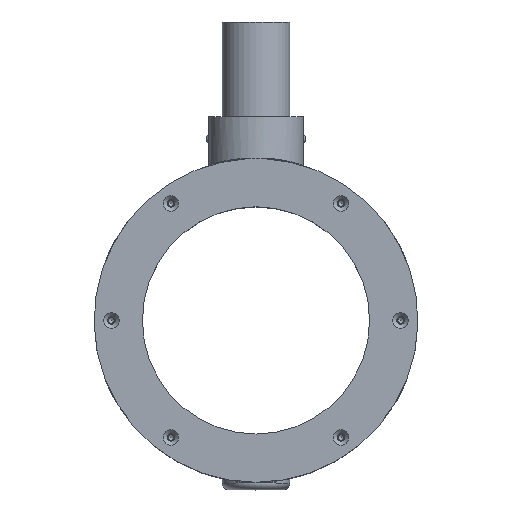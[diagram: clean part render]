
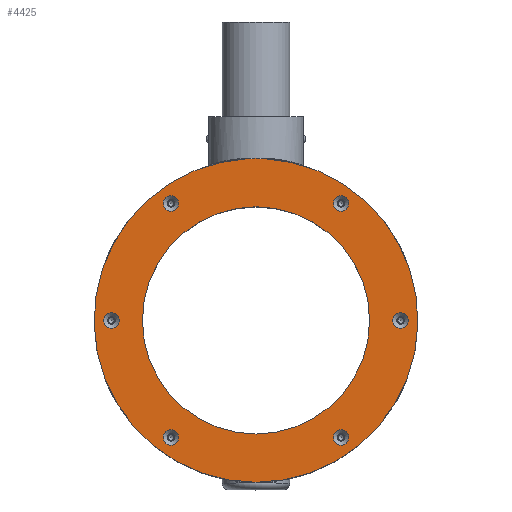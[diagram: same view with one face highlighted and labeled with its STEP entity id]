
A CAD part, top view. The second image highlights one B-rep face of the part: STEP entity #4425.
In plain terms, the highlighted planar face has unit normal (0, 0, 1).
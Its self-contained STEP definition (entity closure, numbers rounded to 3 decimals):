
#634 = ORIENTED_EDGE ( 'NONE', *, *, #12301, .F. ) ;
#692 = CARTESIAN_POINT ( 'NONE',  ( 88.991, 248.991, 165.24 ) ) ;
#700 = FACE_OUTER_BOUND ( 'NONE', #28493, .T. ) ;
#859 = FACE_BOUND ( 'NONE', #12096, .T. ) ;
#1024 = DIRECTION ( 'NONE',  ( -1., 0., 0. ) ) ;
#1041 = ORIENTED_EDGE ( 'NONE', *, *, #2147, .F. ) ;
#1953 = CIRCLE ( 'NONE', #29423, 5.735 ) ;
#2147 = EDGE_CURVE ( 'NONE', #5224, #5224, #19501, .T. ) ;
#2304 = DIRECTION ( 'NONE',  ( 0., 0., 1. ) ) ;
#2434 = EDGE_LOOP ( 'NONE', ( #9909 ) ) ;
#2723 = EDGE_CURVE ( 'NONE', #28350, #28350, #8722, .T. ) ;
#2889 = CIRCLE ( 'NONE', #21144, 119.7 ) ;
#2900 = DIRECTION ( 'NONE',  ( 0., 0., -1. ) ) ;
#3014 = DIRECTION ( 'NONE',  ( 0., 0., -1. ) ) ;
#3066 = EDGE_CURVE ( 'NONE', #18379, #18379, #20654, .T. ) ;
#3620 = DIRECTION ( 'NONE',  ( 0., 0., -1. ) ) ;
#4249 = AXIS2_PLACEMENT_3D ( 'NONE', #29259, #3620, #24164 ) ;
#4425 = ADVANCED_FACE ( 'NONE', ( #21396, #23935, #6390, #859, #700, #24434, #31518, #19221 ), #11246, .F. ) ;
#4951 = AXIS2_PLACEMENT_3D ( 'NONE', #22879, #28127, #33122 ) ;
#4957 = CIRCLE ( 'NONE', #17886, 5.735 ) ;
#5011 = DIRECTION ( 'NONE',  ( 1., 0., 0. ) ) ;
#5224 = VERTEX_POINT ( 'NONE', #692 ) ;
#5962 = CIRCLE ( 'NONE', #29151, 119.7 ) ;
#6390 = FACE_BOUND ( 'NONE', #28757, .T. ) ;
#6876 = DIRECTION ( 'NONE',  ( 0., 0., -1. ) ) ;
#7025 = CARTESIAN_POINT ( 'NONE',  ( 146.104, 282.187, 165.24 ) ) ;
#7243 = EDGE_CURVE ( 'NONE', #21039, #23395, #5962, .T. ) ;
#7338 = DIRECTION ( 'NONE',  ( -1., 0., 0. ) ) ;
#7357 = ORIENTED_EDGE ( 'NONE', *, *, #27617, .F. ) ;
#7766 = ORIENTED_EDGE ( 'NONE', *, *, #7243, .F. ) ;
#7837 = DIRECTION ( 'NONE',  ( 0., 0., 1. ) ) ;
#7916 = CIRCLE ( 'NONE', #11125, 84. ) ;
#8181 = CARTESIAN_POINT ( 'NONE',  ( 208.953, 75.983, 165.24 ) ) ;
#8195 = VERTEX_POINT ( 'NONE', #28150 ) ;
#8512 = CARTESIAN_POINT ( 'NONE',  ( 88.991, 75.983, 165.24 ) ) ;
#8722 = CIRCLE ( 'NONE', #15751, 5.735 ) ;
#8925 = EDGE_CURVE ( 'NONE', #23395, #10441, #19097, .T. ) ;
#9849 = DIRECTION ( 'NONE',  ( 1., 0., 0. ) ) ;
#9909 = ORIENTED_EDGE ( 'NONE', *, *, #15028, .F. ) ;
#10345 = CARTESIAN_POINT ( 'NONE',  ( 83.256, 75.983, 165.24 ) ) ;
#10441 = VERTEX_POINT ( 'NONE', #7025 ) ;
#11125 = AXIS2_PLACEMENT_3D ( 'NONE', #25694, #2304, #7338 ) ;
#11246 = PLANE ( 'NONE',  #32896 ) ;
#12096 = EDGE_LOOP ( 'NONE', ( #12817 ) ) ;
#12253 = DIRECTION ( 'NONE',  ( 0., 0., 1. ) ) ;
#12301 = EDGE_CURVE ( 'NONE', #17646, #21039, #2889, .T. ) ;
#12817 = ORIENTED_EDGE ( 'NONE', *, *, #19582, .F. ) ;
#13021 = CARTESIAN_POINT ( 'NONE',  ( 152.017, 282.041, 165.24 ) ) ;
#15028 = EDGE_CURVE ( 'NONE', #22898, #22898, #4957, .T. ) ;
#15052 = AXIS2_PLACEMENT_3D ( 'NONE', #33313, #12253, #28320 ) ;
#15452 = CARTESIAN_POINT ( 'NONE',  ( 140.192, 282.041, 165.24 ) ) ;
#15751 = AXIS2_PLACEMENT_3D ( 'NONE', #31977, #31500, #24244 ) ;
#15776 = EDGE_LOOP ( 'NONE', ( #7357 ) ) ;
#15805 = CARTESIAN_POINT ( 'NONE',  ( 146.104, 162.487, 165.24 ) ) ;
#15870 = ORIENTED_EDGE ( 'NONE', *, *, #30642, .F. ) ;
#16621 = VERTEX_POINT ( 'NONE', #8512 ) ;
#17461 = DIRECTION ( 'NONE',  ( 0., 0., 1. ) ) ;
#17646 = VERTEX_POINT ( 'NONE', #13021 ) ;
#17707 = CARTESIAN_POINT ( 'NONE',  ( 146.104, 162.487, 165.24 ) ) ;
#17808 = DIRECTION ( 'NONE',  ( 1., 0., 0. ) ) ;
#17886 = AXIS2_PLACEMENT_3D ( 'NONE', #25368, #17461, #9849 ) ;
#18327 = EDGE_LOOP ( 'NONE', ( #1041 ) ) ;
#18379 = VERTEX_POINT ( 'NONE', #26274 ) ;
#18497 = DIRECTION ( 'NONE',  ( 0., 0., 1. ) ) ;
#18544 = AXIS2_PLACEMENT_3D ( 'NONE', #15805, #3014, #23883 ) ;
#19097 = CIRCLE ( 'NONE', #18544, 119.7 ) ;
#19221 = FACE_BOUND ( 'NONE', #26029, .T. ) ;
#19501 = CIRCLE ( 'NONE', #4951, 5.735 ) ;
#19542 = CARTESIAN_POINT ( 'NONE',  ( 146.104, 162.487, 165.24 ) ) ;
#19582 = EDGE_CURVE ( 'NONE', #22559, #22559, #7916, .T. ) ;
#19646 = EDGE_LOOP ( 'NONE', ( #15870 ) ) ;
#20654 = CIRCLE ( 'NONE', #21161, 5.735 ) ;
#21039 = VERTEX_POINT ( 'NONE', #26256 ) ;
#21056 = CARTESIAN_POINT ( 'NONE',  ( 214.688, 248.991, 165.24 ) ) ;
#21144 = AXIS2_PLACEMENT_3D ( 'NONE', #19542, #6876, #29845 ) ;
#21161 = AXIS2_PLACEMENT_3D ( 'NONE', #8181, #18497, #5011 ) ;
#21396 = FACE_BOUND ( 'NONE', #18327, .T. ) ;
#22559 = VERTEX_POINT ( 'NONE', #32642 ) ;
#22879 = CARTESIAN_POINT ( 'NONE',  ( 83.256, 248.991, 165.24 ) ) ;
#22898 = VERTEX_POINT ( 'NONE', #25228 ) ;
#23395 = VERTEX_POINT ( 'NONE', #15452 ) ;
#23883 = DIRECTION ( 'NONE',  ( -1., 0., 0. ) ) ;
#23935 = FACE_BOUND ( 'NONE', #2434, .T. ) ;
#24102 = CARTESIAN_POINT ( 'NONE',  ( 146.104, 276.092, 165.24 ) ) ;
#24164 = DIRECTION ( 'NONE',  ( -1., 0., 0. ) ) ;
#24244 = DIRECTION ( 'NONE',  ( 1., 0., 0. ) ) ;
#24434 = FACE_BOUND ( 'NONE', #19646, .T. ) ;
#25228 = CARTESIAN_POINT ( 'NONE',  ( 258.764, 162.487, 165.24 ) ) ;
#25279 = DIRECTION ( 'NONE',  ( -1., 0., 0. ) ) ;
#25368 = CARTESIAN_POINT ( 'NONE',  ( 253.029, 162.487, 165.24 ) ) ;
#25694 = CARTESIAN_POINT ( 'NONE',  ( 146.104, 162.487, 165.24 ) ) ;
#25771 = CIRCLE ( 'NONE', #4249, 119.7 ) ;
#26029 = EDGE_LOOP ( 'NONE', ( #32281 ) ) ;
#26256 = CARTESIAN_POINT ( 'NONE',  ( 146.104, 42.787, 165.24 ) ) ;
#26274 = CARTESIAN_POINT ( 'NONE',  ( 214.688, 75.983, 165.24 ) ) ;
#26800 = DIRECTION ( 'NONE',  ( 0., 0., -1. ) ) ;
#27071 = ORIENTED_EDGE ( 'NONE', *, *, #33003, .F. ) ;
#27617 = EDGE_CURVE ( 'NONE', #8195, #8195, #29633, .T. ) ;
#28127 = DIRECTION ( 'NONE',  ( 0., 0., 1. ) ) ;
#28150 = CARTESIAN_POINT ( 'NONE',  ( 44.914, 162.487, 165.24 ) ) ;
#28320 = DIRECTION ( 'NONE',  ( 1., 0., 0. ) ) ;
#28350 = VERTEX_POINT ( 'NONE', #21056 ) ;
#28493 = EDGE_LOOP ( 'NONE', ( #634, #27071, #31273, #7766 ) ) ;
#28757 = EDGE_LOOP ( 'NONE', ( #31900 ) ) ;
#29151 = AXIS2_PLACEMENT_3D ( 'NONE', #17707, #2900, #25279 ) ;
#29259 = CARTESIAN_POINT ( 'NONE',  ( 146.104, 162.487, 165.24 ) ) ;
#29423 = AXIS2_PLACEMENT_3D ( 'NONE', #10345, #7837, #17808 ) ;
#29633 = CIRCLE ( 'NONE', #15052, 5.735 ) ;
#29845 = DIRECTION ( 'NONE',  ( -1., 0., 0. ) ) ;
#30642 = EDGE_CURVE ( 'NONE', #16621, #16621, #1953, .T. ) ;
#31273 = ORIENTED_EDGE ( 'NONE', *, *, #8925, .F. ) ;
#31500 = DIRECTION ( 'NONE',  ( 0., 0., 1. ) ) ;
#31518 = FACE_BOUND ( 'NONE', #15776, .T. ) ;
#31900 = ORIENTED_EDGE ( 'NONE', *, *, #3066, .F. ) ;
#31977 = CARTESIAN_POINT ( 'NONE',  ( 208.953, 248.991, 165.24 ) ) ;
#32281 = ORIENTED_EDGE ( 'NONE', *, *, #2723, .F. ) ;
#32642 = CARTESIAN_POINT ( 'NONE',  ( 62.104, 162.487, 165.24 ) ) ;
#32896 = AXIS2_PLACEMENT_3D ( 'NONE', #24102, #26800, #1024 ) ;
#33003 = EDGE_CURVE ( 'NONE', #10441, #17646, #25771, .T. ) ;
#33122 = DIRECTION ( 'NONE',  ( 1., 0., 0. ) ) ;
#33313 = CARTESIAN_POINT ( 'NONE',  ( 39.179, 162.487, 165.24 ) ) ;
